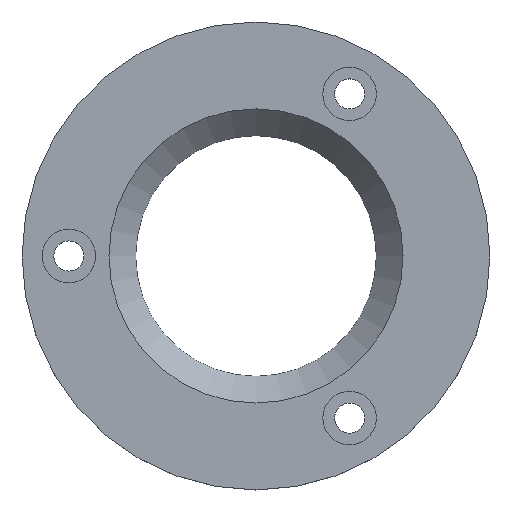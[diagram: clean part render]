
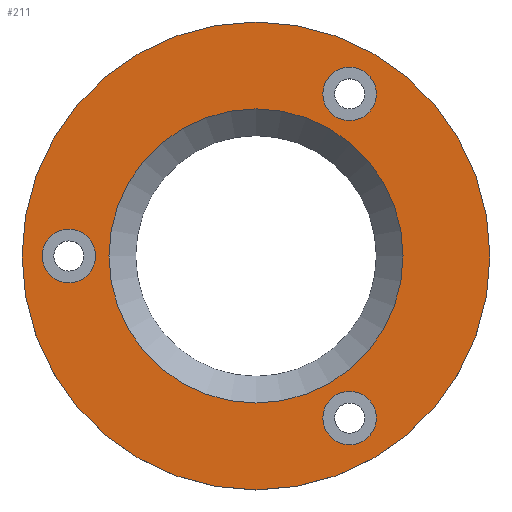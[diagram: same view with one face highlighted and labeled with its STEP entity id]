
A CAD part, top view. The second image highlights one B-rep face of the part: STEP entity #211.
In plain terms, the highlighted planar face has unit normal (0, 0, 1).
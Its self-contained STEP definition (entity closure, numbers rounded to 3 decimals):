
#15=FACE_BOUND('',#56,.T.);
#16=FACE_BOUND('',#57,.T.);
#17=FACE_BOUND('',#58,.T.);
#18=FACE_BOUND('',#59,.T.);
#26=PLANE('',#242);
#41=FACE_OUTER_BOUND('',#55,.T.);
#55=EDGE_LOOP('',(#164));
#56=EDGE_LOOP('',(#165));
#57=EDGE_LOOP('',(#166));
#58=EDGE_LOOP('',(#167));
#59=EDGE_LOOP('',(#168));
#96=CIRCLE('',#238,22.);
#99=CIRCLE('',#243,35.);
#100=CIRCLE('',#244,4.);
#101=CIRCLE('',#245,4.);
#102=CIRCLE('',#246,4.);
#113=VERTEX_POINT('',#343);
#116=VERTEX_POINT('',#353);
#117=VERTEX_POINT('',#355);
#118=VERTEX_POINT('',#357);
#119=VERTEX_POINT('',#359);
#130=EDGE_CURVE('',#113,#113,#96,.T.);
#135=EDGE_CURVE('',#116,#116,#99,.T.);
#136=EDGE_CURVE('',#117,#117,#100,.T.);
#137=EDGE_CURVE('',#118,#118,#101,.T.);
#138=EDGE_CURVE('',#119,#119,#102,.T.);
#164=ORIENTED_EDGE('',*,*,#135,.T.);
#165=ORIENTED_EDGE('',*,*,#136,.T.);
#166=ORIENTED_EDGE('',*,*,#137,.T.);
#167=ORIENTED_EDGE('',*,*,#138,.T.);
#168=ORIENTED_EDGE('',*,*,#130,.F.);
#211=ADVANCED_FACE('',(#41,#15,#16,#17,#18),#26,.T.);
#238=AXIS2_PLACEMENT_3D('',#344,#272,#273);
#242=AXIS2_PLACEMENT_3D('',#352,#282,#283);
#243=AXIS2_PLACEMENT_3D('',#354,#284,#285);
#244=AXIS2_PLACEMENT_3D('',#356,#286,#287);
#245=AXIS2_PLACEMENT_3D('',#358,#288,#289);
#246=AXIS2_PLACEMENT_3D('',#360,#290,#291);
#272=DIRECTION('center_axis',(0.,0.,1.));
#273=DIRECTION('ref_axis',(1.,0.,0.));
#282=DIRECTION('center_axis',(0.,0.,1.));
#283=DIRECTION('ref_axis',(1.,0.,0.));
#284=DIRECTION('center_axis',(0.,0.,1.));
#285=DIRECTION('ref_axis',(1.,0.,0.));
#286=DIRECTION('center_axis',(0.,0.,-1.));
#287=DIRECTION('ref_axis',(1.,0.,0.));
#288=DIRECTION('center_axis',(0.,0.,-1.));
#289=DIRECTION('ref_axis',(1.,0.,0.));
#290=DIRECTION('center_axis',(0.,0.,-1.));
#291=DIRECTION('ref_axis',(1.,0.,0.));
#343=CARTESIAN_POINT('',(-22.,0.,5.));
#344=CARTESIAN_POINT('Origin',(0.,0.,5.));
#352=CARTESIAN_POINT('Origin',(0.,0.,5.));
#353=CARTESIAN_POINT('',(-35.,0.,5.));
#354=CARTESIAN_POINT('Origin',(0.,0.,5.));
#355=CARTESIAN_POINT('',(10.,24.249,5.));
#356=CARTESIAN_POINT('Origin',(14.,24.249,5.));
#357=CARTESIAN_POINT('',(-32.,0.,5.));
#358=CARTESIAN_POINT('Origin',(-28.,0.,5.));
#359=CARTESIAN_POINT('',(10.,-24.249,5.));
#360=CARTESIAN_POINT('Origin',(14.,-24.249,5.));
